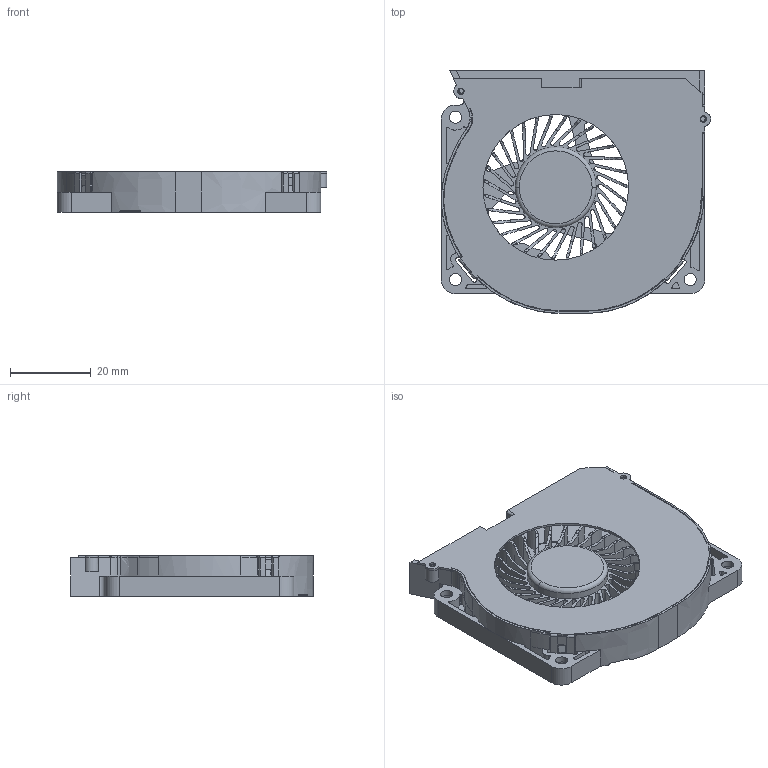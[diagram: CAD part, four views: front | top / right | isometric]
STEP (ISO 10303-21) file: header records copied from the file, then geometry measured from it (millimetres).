
FILE_DESCRIPTION((''),'2;1');
FILE_NAME('HB-6010-20210828_ASM_1_ASM','2021-08-28T',('Administrator'),(''),'PRO/ENGINEER BY PARAMETRIC TECHNOLOGY CORPORATION, 2010280','PRO/ENGINEER BY PARAMETRIC TECHNOLOGY CORPORATION, 2010280','');
FILE_SCHEMA(('CONFIG_CONTROL_DESIGN'));
Length unit declared in the file: millimetre
Products named in the file (4): PRT0001; PRT0002; PRT0003; HB-6010-20210828_ASM_1_ASM
Assembly tree (3 placements, depth 2):
  HB-6010-20210828_ASM_1_ASM
    PRT0001
    PRT0002
    PRT0003
Bounding box: 66.6 x 60 x 10 mm (x, y, z)
Volume: 9237 mm3; surface area: 21917.4 mm2
Topology: 3 solids, 3 shells, 768 faces, 2532 edges, 1716 vertices
Faces by surface type: plane 281, cylinder 278, torus 171, extrusion 32, cone 4, sphere 2
Entity records: 30655 total; most frequent: CARTESIAN_POINT 8051, ORIENTED_EDGE 5060, DIRECTION 4667, EDGE_CURVE 2530, AXIS2_PLACEMENT_3D 1854, VERTEX_POINT 1716, CIRCLE 1111, VECTOR 959
